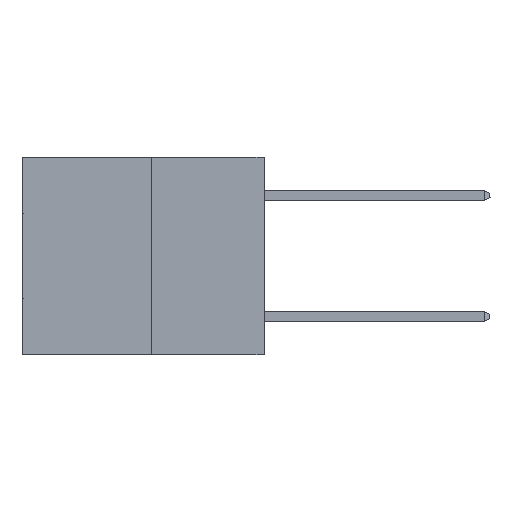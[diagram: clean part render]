
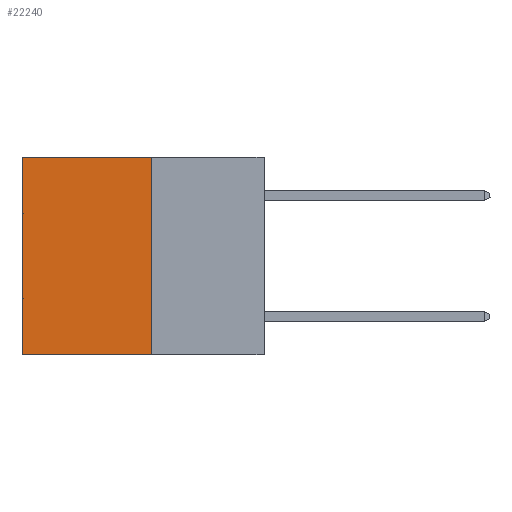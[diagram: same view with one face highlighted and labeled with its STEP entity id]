
A CAD part, left-side view. The second image highlights one B-rep face of the part: STEP entity #22240.
In plain terms, the highlighted planar face has unit normal (-1, 0, 0).
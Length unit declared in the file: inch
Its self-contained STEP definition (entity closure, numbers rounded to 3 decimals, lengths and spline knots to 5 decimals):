
#1611 = VERTEX_POINT ( 'NONE', #28251 ) ;
#2066 = CARTESIAN_POINT ( 'NONE',  ( 0.3165, 0.28, -0.49 ) ) ;
#7200 = DIRECTION ( 'NONE',  ( 0., 0., -1. ) ) ;
#7861 = EDGE_CURVE ( 'NONE', #28306, #1611, #23579, .T. ) ;
#8009 = VERTEX_POINT ( 'NONE', #29336 ) ;
#8281 = AXIS2_PLACEMENT_3D ( 'NONE', #20913, #13310, #18254 ) ;
#8884 = CARTESIAN_POINT ( 'NONE',  ( 0.3165, 0.28, -0.49 ) ) ;
#9021 = EDGE_CURVE ( 'NONE', #8009, #28306, #30354, .T. ) ;
#9980 = CARTESIAN_POINT ( 'NONE',  ( 0.3165, 0.6, -0.49 ) ) ;
#10338 = LINE ( 'NONE', #16589, #11452 ) ;
#10935 = ORIENTED_EDGE ( 'NONE', *, *, #24741, .T. ) ;
#11452 = VECTOR ( 'NONE', #19366, 39.37008 ) ;
#13136 = VECTOR ( 'NONE', #28262, 39.37008 ) ;
#13310 = DIRECTION ( 'NONE',  ( 1., 0., 0. ) ) ;
#14134 = CARTESIAN_POINT ( 'NONE',  ( 0.3165, 0.6, 0. ) ) ;
#14353 = VERTEX_POINT ( 'NONE', #14134 ) ;
#14491 = ORIENTED_EDGE ( 'NONE', *, *, #7861, .F. ) ;
#15178 = ORIENTED_EDGE ( 'NONE', *, *, #9021, .F. ) ;
#16589 = CARTESIAN_POINT ( 'NONE',  ( 0.3165, 0.28, 0. ) ) ;
#16881 = LINE ( 'NONE', #9980, #25682 ) ;
#17345 = EDGE_CURVE ( 'NONE', #8009, #14353, #10338, .T. ) ;
#18254 = DIRECTION ( 'NONE',  ( 0., 0., -1. ) ) ;
#19366 = DIRECTION ( 'NONE',  ( 0., 1., 0. ) ) ;
#20504 = PLANE ( 'NONE',  #8281 ) ;
#20913 = CARTESIAN_POINT ( 'NONE',  ( 0.3165, 0.28, -0.49 ) ) ;
#21444 = DIRECTION ( 'NONE',  ( 0., 1., 0. ) ) ;
#22024 = VECTOR ( 'NONE', #21444, 39.37008 ) ;
#22240 = ADVANCED_FACE ( 'NONE', ( #25036 ), #20504, .F. ) ;
#23579 = LINE ( 'NONE', #2066, #22024 ) ;
#23691 = CARTESIAN_POINT ( 'NONE',  ( 0.3165, 0.28, -0.49 ) ) ;
#24741 = EDGE_CURVE ( 'NONE', #14353, #1611, #16881, .T. ) ;
#25036 = FACE_OUTER_BOUND ( 'NONE', #25563, .T. ) ;
#25563 = EDGE_LOOP ( 'NONE', ( #10935, #14491, #15178, #30065 ) ) ;
#25682 = VECTOR ( 'NONE', #7200, 39.37008 ) ;
#28251 = CARTESIAN_POINT ( 'NONE',  ( 0.3165, 0.6, -0.49 ) ) ;
#28262 = DIRECTION ( 'NONE',  ( 0., 0., -1. ) ) ;
#28306 = VERTEX_POINT ( 'NONE', #8884 ) ;
#29336 = CARTESIAN_POINT ( 'NONE',  ( 0.3165, 0.28, 0. ) ) ;
#30065 = ORIENTED_EDGE ( 'NONE', *, *, #17345, .T. ) ;
#30354 = LINE ( 'NONE', #23691, #13136 ) ;
